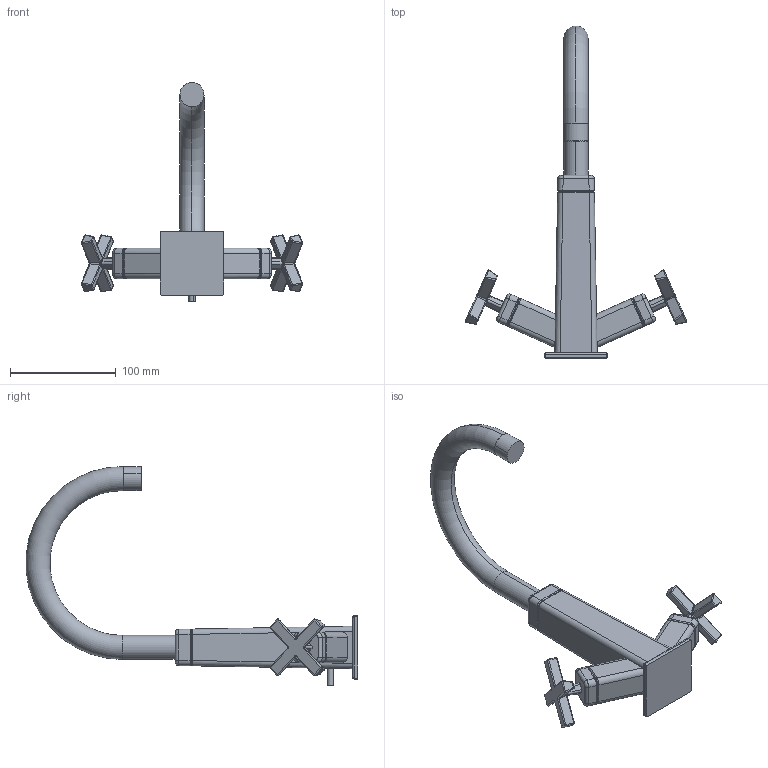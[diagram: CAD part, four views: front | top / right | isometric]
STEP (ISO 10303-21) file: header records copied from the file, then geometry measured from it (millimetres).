
FILE_DESCRIPTION (( 'STEP AP203' ), '1' );
FILE_NAME ('50422201.STEP', '2017-03-21T08:08:17', ( '' ), ( '' ), 'SwSTEP 2.0', 'SolidWorks 2016', '' );
FILE_SCHEMA (( 'CONFIG_CONTROL_DESIGN' ));
Length unit declared in the file: millimetre
Products named in the file (1): 50422201
Bounding box: 209.83 x 314.43 x 207.39 mm (x, y, z)
Volume: 493887.8 mm3; surface area: 86911 mm2
Topology: 9 solids, 9 shells, 444 faces, 1008 edges, 575 vertices
Faces by surface type: cylinder 184, bspline 117, plane 93, sphere 40, torus 10
Entity records: 24996 total; most frequent: CARTESIAN_POINT 15979, ORIENTED_EDGE 1972, DIRECTION 1733, EDGE_CURVE 986, AXIS2_PLACEMENT_3D 699, VERTEX_POINT 565, EDGE_LOOP 449, FACE_OUTER_BOUND 444
